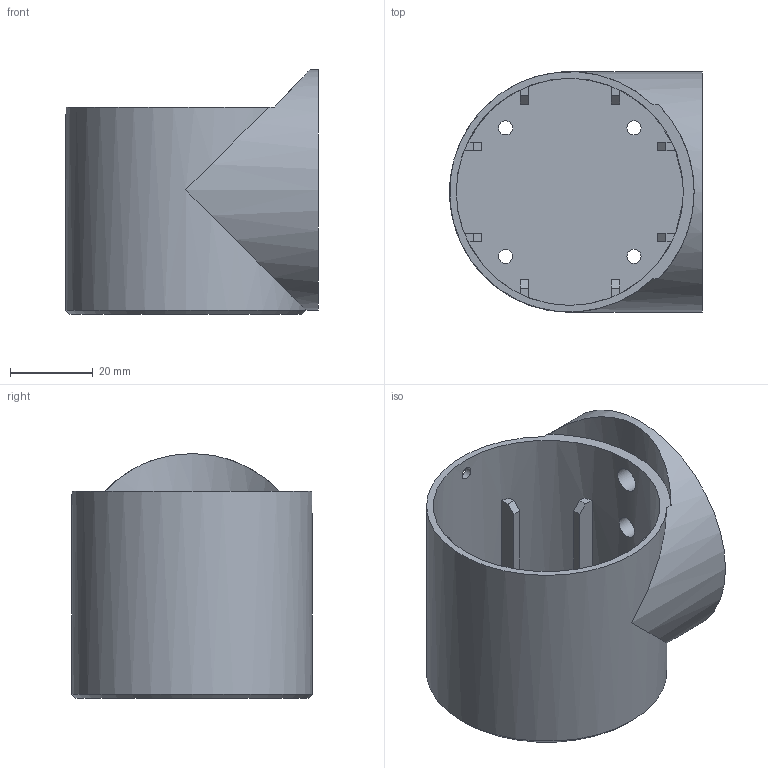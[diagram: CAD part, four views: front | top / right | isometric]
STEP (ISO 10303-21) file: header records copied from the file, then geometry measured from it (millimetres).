
FILE_DESCRIPTION(('FreeCAD Model'),'2;1');
FILE_NAME('elevation_enclosure.step', '2016-03-12T14:41:52',('Author'),(''), 'Open CASCADE STEP processor 6.8','FreeCAD','Unknown');
FILE_SCHEMA(('AUTOMOTIVE_DESIGN_CC2 { 1 2 10303 214 -1 1 5 4 }'));
Length unit declared in the file: millimetre
Products named in the file (1): Cut001
Bounding box: 61 x 58 x 59 mm (x, y, z)
Volume: 39546.1 mm3; surface area: 26839.8 mm2
Topology: 1 solids, 1 shells, 57 faces, 177 edges, 120 vertices
Faces by surface type: plane 44, cylinder 12, cone 1
Full cylindrical faces by diameter (mm): 3 x1, 3.4 x4, 5.2 x1, 6 x2, 54.8 x1, 58 x2
Entity records: 8757 total; most frequent: CARTESIAN_POINT 5473, DIRECTION 523, ORIENTED_EDGE 354, PCURVE 354, DEFINITIONAL_REPRESENTATION 354, LINE 308, VECTOR 308, EDGE_CURVE 177
